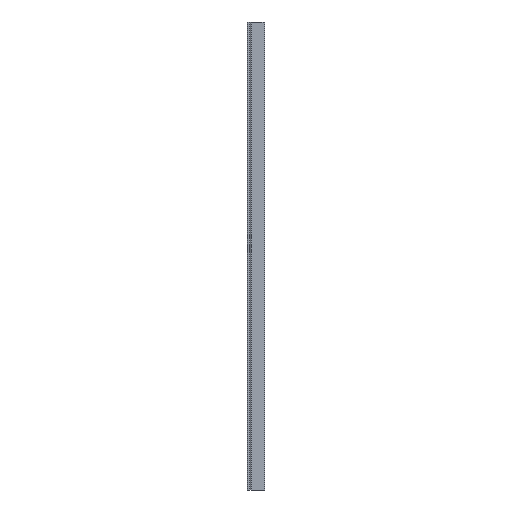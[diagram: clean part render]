
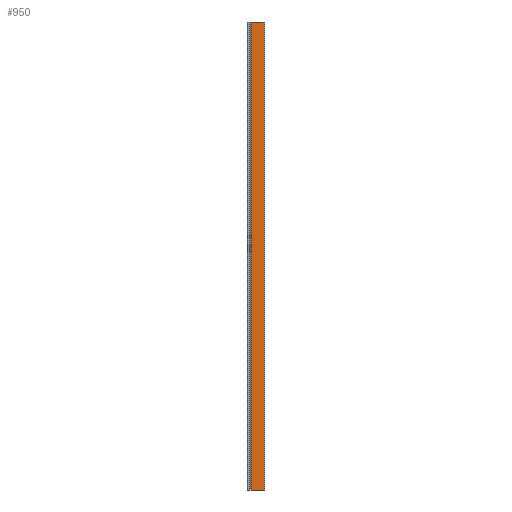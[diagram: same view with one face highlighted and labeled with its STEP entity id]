
A CAD part, left-side view. The second image highlights one B-rep face of the part: STEP entity #950.
In plain terms, the highlighted planar face has unit normal (-1, 0, 0).
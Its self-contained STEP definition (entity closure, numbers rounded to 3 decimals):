
#7 = VECTOR ( 'NONE', #1707, 1000. ) ;
#24 = DIRECTION ( 'NONE',  ( 0., 0., -1. ) ) ;
#79 = CARTESIAN_POINT ( 'NONE',  ( 0., 56.443, 0. ) ) ;
#516 = EDGE_CURVE ( 'NONE', #1052, #1627, #1104, .T. ) ;
#668 = ORIENTED_EDGE ( 'NONE', *, *, #516, .F. ) ;
#714 = DIRECTION ( 'NONE',  ( 0., 0., 1. ) ) ;
#737 = VECTOR ( 'NONE', #2675, 1000. ) ;
#815 = ORIENTED_EDGE ( 'NONE', *, *, #843, .T. ) ;
#843 = EDGE_CURVE ( 'NONE', #1052, #1419, #2453, .T. ) ;
#928 = VECTOR ( 'NONE', #1245, 1000. ) ;
#950 = ADVANCED_FACE ( 'NONE', ( #2018 ), #2624, .F. ) ;
#1052 = VERTEX_POINT ( 'NONE', #2362 ) ;
#1077 = DIRECTION ( 'NONE',  ( 1., 0., 0. ) ) ;
#1104 = LINE ( 'NONE', #1458, #2898 ) ;
#1245 = DIRECTION ( 'NONE',  ( 0., 1., 0. ) ) ;
#1248 = CARTESIAN_POINT ( 'NONE',  ( 0., 0., 2000. ) ) ;
#1380 = CARTESIAN_POINT ( 'NONE',  ( 0., 56.443, 0. ) ) ;
#1416 = EDGE_LOOP ( 'NONE', ( #2330, #668, #815, #2963 ) ) ;
#1419 = VERTEX_POINT ( 'NONE', #2556 ) ;
#1458 = CARTESIAN_POINT ( 'NONE',  ( 0., 56.079, 0. ) ) ;
#1507 = LINE ( 'NONE', #1248, #928 ) ;
#1627 = VERTEX_POINT ( 'NONE', #2697 ) ;
#1707 = DIRECTION ( 'NONE',  ( 0., -1., 0. ) ) ;
#1881 = CARTESIAN_POINT ( 'NONE',  ( 0., 1.7, 2000. ) ) ;
#1917 = EDGE_CURVE ( 'NONE', #2926, #1419, #2418, .T. ) ;
#1978 = EDGE_CURVE ( 'NONE', #2926, #1627, #1507, .T. ) ;
#2018 = FACE_OUTER_BOUND ( 'NONE', #1416, .T. ) ;
#2330 = ORIENTED_EDGE ( 'NONE', *, *, #1978, .T. ) ;
#2362 = CARTESIAN_POINT ( 'NONE',  ( 0., 56.079, 0. ) ) ;
#2418 = LINE ( 'NONE', #2671, #737 ) ;
#2453 = LINE ( 'NONE', #79, #7 ) ;
#2556 = CARTESIAN_POINT ( 'NONE',  ( 0., 1.7, 0. ) ) ;
#2624 = PLANE ( 'NONE',  #2772 ) ;
#2671 = CARTESIAN_POINT ( 'NONE',  ( 0., 1.7, 0. ) ) ;
#2675 = DIRECTION ( 'NONE',  ( 0., 0., -1. ) ) ;
#2697 = CARTESIAN_POINT ( 'NONE',  ( 0., 56.079, 2000. ) ) ;
#2772 = AXIS2_PLACEMENT_3D ( 'NONE', #1380, #1077, #24 ) ;
#2898 = VECTOR ( 'NONE', #714, 1000. ) ;
#2926 = VERTEX_POINT ( 'NONE', #1881 ) ;
#2963 = ORIENTED_EDGE ( 'NONE', *, *, #1917, .F. ) ;
